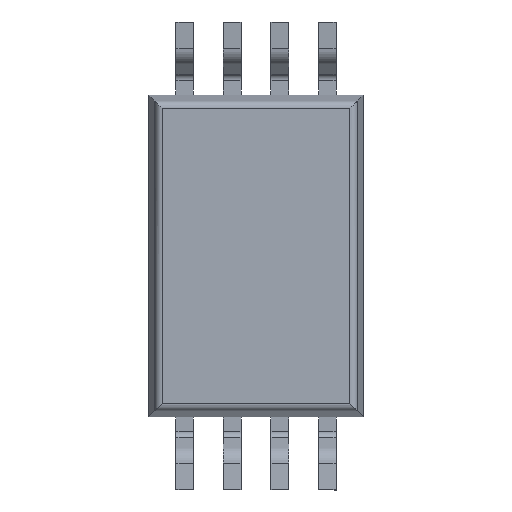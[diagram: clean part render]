
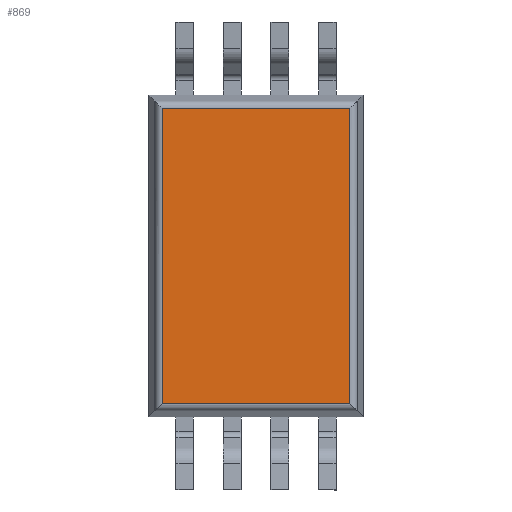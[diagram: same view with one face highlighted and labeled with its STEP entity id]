
A CAD part, top view. The second image highlights one B-rep face of the part: STEP entity #869.
In plain terms, the highlighted face is planar.
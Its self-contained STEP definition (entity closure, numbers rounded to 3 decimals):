
#22 = VECTOR ( 'NONE', #3008, 1000. ) ;
#111 = ORIENTED_EDGE ( 'NONE', *, *, #1635, .T. ) ;
#135 = CARTESIAN_POINT ( 'NONE',  ( 1.366, 0.15, -2.02 ) ) ;
#171 = VERTEX_POINT ( 'NONE', #4043 ) ;
#174 = ORIENTED_EDGE ( 'NONE', *, *, #3934, .T. ) ;
#244 = CARTESIAN_POINT ( 'NONE',  ( 1.285, 0.15, 2.02 ) ) ;
#423 = LINE ( 'NONE', #135, #622 ) ;
#622 = VECTOR ( 'NONE', #1464, 1000. ) ;
#656 = LINE ( 'NONE', #3625, #22 ) ;
#789 = VECTOR ( 'NONE', #3813, 1000. ) ;
#869 = ADVANCED_FACE ( 'NONE', ( #1290 ), #2631, .T. ) ;
#889 = VERTEX_POINT ( 'NONE', #1273 ) ;
#1273 = CARTESIAN_POINT ( 'NONE',  ( -1.285, 0.15, 2.02 ) ) ;
#1290 = FACE_OUTER_BOUND ( 'NONE', #4104, .T. ) ;
#1406 = ORIENTED_EDGE ( 'NONE', *, *, #4249, .T. ) ;
#1464 = DIRECTION ( 'NONE',  ( 1., 0., 0. ) ) ;
#1635 = EDGE_CURVE ( 'NONE', #3868, #889, #2122, .T. ) ;
#1995 = VERTEX_POINT ( 'NONE', #3751 ) ;
#2122 = LINE ( 'NONE', #3760, #3951 ) ;
#2301 = CARTESIAN_POINT ( 'NONE',  ( 0., 0.15, 0. ) ) ;
#2491 = EDGE_CURVE ( 'NONE', #1995, #171, #423, .T. ) ;
#2525 = CARTESIAN_POINT ( 'NONE',  ( -1.285, 0.15, -2.101 ) ) ;
#2597 = DIRECTION ( 'NONE',  ( 0., 0., -1. ) ) ;
#2631 = PLANE ( 'NONE',  #3276 ) ;
#3008 = DIRECTION ( 'NONE',  ( 0., 0., 1. ) ) ;
#3276 = AXIS2_PLACEMENT_3D ( 'NONE', #2301, #4231, #2597 ) ;
#3492 = LINE ( 'NONE', #2525, #789 ) ;
#3625 = CARTESIAN_POINT ( 'NONE',  ( 1.285, 0.15, 2.101 ) ) ;
#3751 = CARTESIAN_POINT ( 'NONE',  ( -1.285, 0.15, -2.02 ) ) ;
#3760 = CARTESIAN_POINT ( 'NONE',  ( -1.366, 0.15, 2.02 ) ) ;
#3813 = DIRECTION ( 'NONE',  ( 0., 0., -1. ) ) ;
#3868 = VERTEX_POINT ( 'NONE', #244 ) ;
#3934 = EDGE_CURVE ( 'NONE', #171, #3868, #656, .T. ) ;
#3951 = VECTOR ( 'NONE', #4039, 1000. ) ;
#4039 = DIRECTION ( 'NONE',  ( -1., 0., 0. ) ) ;
#4043 = CARTESIAN_POINT ( 'NONE',  ( 1.285, 0.15, -2.02 ) ) ;
#4104 = EDGE_LOOP ( 'NONE', ( #111, #1406, #4153, #174 ) ) ;
#4153 = ORIENTED_EDGE ( 'NONE', *, *, #2491, .T. ) ;
#4231 = DIRECTION ( 'NONE',  ( 0., -1., 0. ) ) ;
#4249 = EDGE_CURVE ( 'NONE', #889, #1995, #3492, .T. ) ;
